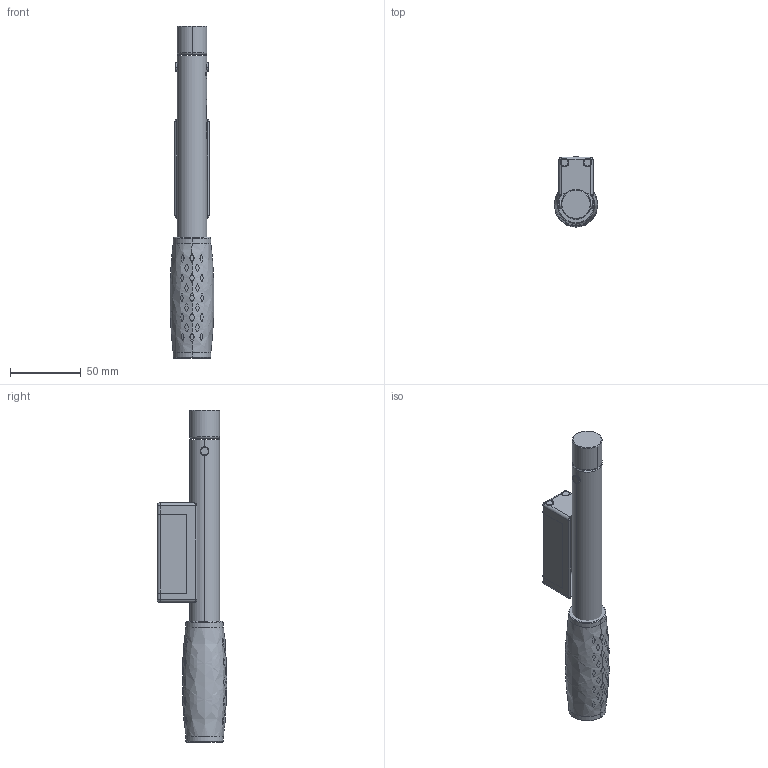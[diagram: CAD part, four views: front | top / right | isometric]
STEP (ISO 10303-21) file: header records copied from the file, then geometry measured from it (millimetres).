
FILE_DESCRIPTION((''),'2;1');
FILE_NAME('8439004421_1_SW','2018-01-09T',('ITDPPO'),(''),'CREO PARAMETRIC BY PTC INC, 2016260','CREO PARAMETRIC BY PTC INC, 2016260','');
FILE_SCHEMA(('CONFIG_CONTROL_DESIGN','GEOMETRIC_VALIDATION_PROPERTIES_MIM'));
Length unit declared in the file: millimetre
Products named in the file (1): 8439004421_1_SW
Bounding box: 31 x 49.21 x 234 mm (x, y, z)
Surface area: 32528 mm2 (no closed solid volume)
Topology: 0 solids, 127 shells, 195 faces, 2015 edges, 1914 vertices
Faces by surface type: cylinder 91, bspline 52, plane 24, torus 14, cone 10, sphere 4
Entity records: 24760 total; most frequent: CARTESIAN_POINT 13096, ORIENTED_EDGE 2168, EDGE_CURVE 2015, VERTEX_POINT 1914, B_SPLINE_CURVE_WITH_KNOTS 1353, DIRECTION 1239, AXIS2_PLACEMENT_3D 434, VECTOR 371
